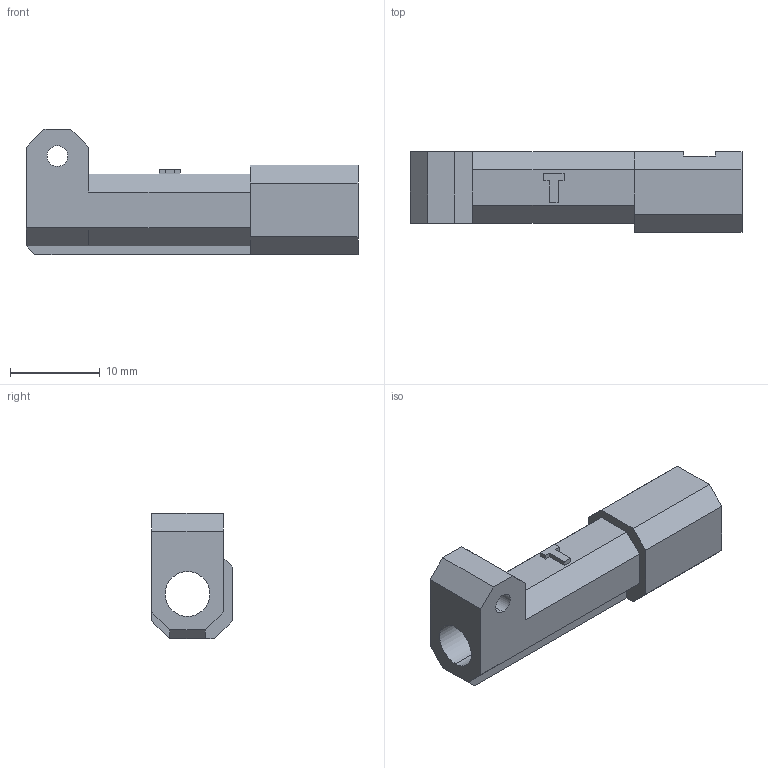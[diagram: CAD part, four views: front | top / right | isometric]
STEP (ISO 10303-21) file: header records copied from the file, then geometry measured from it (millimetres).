
FILE_DESCRIPTION (( 'STEP AP203' ), '1' );
FILE_NAME ('16.) Thumb Push Rod.STEP', '2024-04-05T15:08:48', ( '' ), ( '' ), 'SwSTEP 2.0', 'SolidWorks 2024', '' );
FILE_SCHEMA (( 'CONFIG_CONTROL_DESIGN' ));
Length unit declared in the file: millimetre
Products named in the file (1): 16.) Thumb Push Rod
Bounding box: 37 x 9 x 14 mm (x, y, z)
Volume: 1900.2 mm3; surface area: 2079.4 mm2
Topology: 1 solids, 1 shells, 50 faces, 138 edges, 91 vertices
Faces by surface type: plane 44, cylinder 6
Entity records: 1659 total; most frequent: CARTESIAN_POINT 280, ORIENTED_EDGE 276, DIRECTION 252, EDGE_CURVE 138, LINE 126, VECTOR 126, VERTEX_POINT 91, AXIS2_PLACEMENT_3D 63
